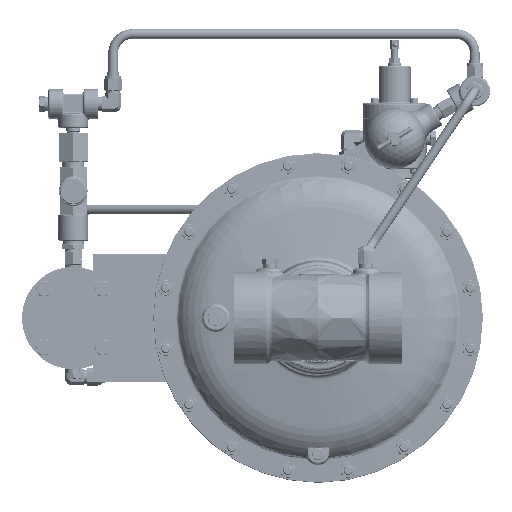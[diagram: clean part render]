
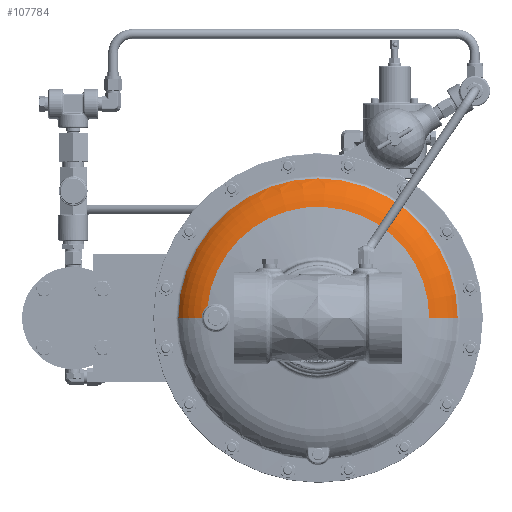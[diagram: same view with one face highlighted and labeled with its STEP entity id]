
A CAD part, front view. The second image highlights one B-rep face of the part: STEP entity #107784.
In plain terms, the highlighted toroidal (fillet/blend) face has major radius 101.696 mm and minor radius 46.038 mm.
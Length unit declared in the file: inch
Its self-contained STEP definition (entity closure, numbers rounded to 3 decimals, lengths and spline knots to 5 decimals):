
#2296 = DIRECTION ( 'NONE',  ( 1., 0., 0. ) ) ;
#2625 = CIRCLE ( 'NONE', #114386, 4.34629 ) ;
#4363 = CARTESIAN_POINT ( 'NONE',  ( -4.46634, 8.34166, 0.29049 ) ) ;
#6596 = DIRECTION ( 'NONE',  ( -1., 0., 0. ) ) ;
#17340 = EDGE_CURVE ( 'NONE', #244323, #64517, #2625, .T. ) ;
#20303 = TOROIDAL_SURFACE ( 'NONE', #133507, 4.00379, 1.8125 ) ;
#25024 = CARTESIAN_POINT ( 'NONE',  ( -4.40223, 8.32725, 0.3769 ) ) ;
#34007 = CARTESIAN_POINT ( 'NONE',  ( -4.54354, 8.36149, 0. ) ) ;
#38459 = DIRECTION ( 'NONE',  ( -1., 0., 0. ) ) ;
#44831 = CARTESIAN_POINT ( 'NONE',  ( -4.54354, 8.36149, 0. ) ) ;
#45739 = CARTESIAN_POINT ( 'NONE',  ( -4.35651, 8.31803, 0.42304 ) ) ;
#52347 = CARTESIAN_POINT ( 'NONE',  ( -4.3229, 8.31191, 0.45036 ) ) ;
#57308 = CARTESIAN_POINT ( 'NONE',  ( 5.45576, 9.00689, 0. ) ) ;
#64411 = EDGE_CURVE ( 'NONE', #248059, #128838, #151535, .T. ) ;
#64517 = VERTEX_POINT ( 'NONE', #52347 ) ;
#65546 = CARTESIAN_POINT ( 'NONE',  ( -4.54229, 8.36115, 0.04365 ) ) ;
#66425 = CARTESIAN_POINT ( 'NONE',  ( -4.3229, 8.31191, 0.45036 ) ) ;
#68851 = AXIS2_PLACEMENT_3D ( 'NONE', #230090, #106830, #250817 ) ;
#77262 = CARTESIAN_POINT ( 'NONE',  ( 4.34629, 8.31191, 0. ) ) ;
#79093 = CIRCLE ( 'NONE', #206954, 1.8125 ) ;
#85603 = ORIENTED_EDGE ( 'NONE', *, *, #223956, .F. ) ;
#86251 = CARTESIAN_POINT ( 'NONE',  ( -4.53364, 8.35881, 0.10832 ) ) ;
#98563 = AXIS2_PLACEMENT_3D ( 'NONE', #248852, #125602, #2296 ) ;
#101594 = DIRECTION ( 'NONE',  ( 0., -1., 0. ) ) ;
#101625 = EDGE_CURVE ( 'NONE', #245162, #248059, #141123, .T. ) ;
#104424 = CARTESIAN_POINT ( 'NONE',  ( -5.45576, 9.00689, 0. ) ) ;
#106830 = DIRECTION ( 'NONE',  ( 0., -1., 0. ) ) ;
#106934 = CARTESIAN_POINT ( 'NONE',  ( -4.51786, 8.35462, 0.17114 ) ) ;
#107784 = ADVANCED_FACE ( 'NONE', ( #129798 ), #20303, .T. ) ;
#114386 = AXIS2_PLACEMENT_3D ( 'NONE', #224863, #101594, #245556 ) ;
#125602 = DIRECTION ( 'NONE',  ( 0., 0., 1. ) ) ;
#127636 = CARTESIAN_POINT ( 'NONE',  ( -4.49487, 8.34872, 0.23221 ) ) ;
#128628 = EDGE_LOOP ( 'NONE', ( #85603, #206360, #211464, #219594, #240045 ) ) ;
#128838 = VERTEX_POINT ( 'NONE', #34007 ) ;
#129798 = FACE_OUTER_BOUND ( 'NONE', #128628, .T. ) ;
#129903 = DIRECTION ( 'NONE',  ( 0., 0., -1. ) ) ;
#133507 = AXIS2_PLACEMENT_3D ( 'NONE', #161803, #222956, #38459 ) ;
#138379 = EDGE_CURVE ( 'NONE', #128838, #64517, #177891, .T. ) ;
#141123 = CIRCLE ( 'NONE', #68851, 5.45576 ) ;
#148309 = CARTESIAN_POINT ( 'NONE',  ( -4.44321, 8.33615, 0.32666 ) ) ;
#151535 = CIRCLE ( 'NONE', #98563, 1.8125 ) ;
#161803 = CARTESIAN_POINT ( 'NONE',  ( 0., 10.09176, 0. ) ) ;
#169071 = CARTESIAN_POINT ( 'NONE',  ( -4.38752, 8.32417, 0.39295 ) ) ;
#177891 = B_SPLINE_CURVE_WITH_KNOTS ( 'NONE', 3,
 ( #44831, #188003, #65546, #209525, #86251, #230191, #106934, #250914, #127636, #4363, #148309, #25024, #169071, #45739, #189764, #66425 ),
 .UNSPECIFIED., .F., .F.,
 ( 4, 2, 2, 2, 2, 2, 2, 4 ),
 ( 0.01321, 0.01486, 0.01651, 0.01816, 0.0198, 0.0231, 0.02475, 0.02639 ),
 .UNSPECIFIED. ) ;
#188003 = CARTESIAN_POINT ( 'NONE',  ( -4.54354, 8.36149, 0.0217 ) ) ;
#189764 = CARTESIAN_POINT ( 'NONE',  ( -4.34014, 8.31495, 0.43717 ) ) ;
#206360 = ORIENTED_EDGE ( 'NONE', *, *, #101625, .T. ) ;
#206954 = AXIS2_PLACEMENT_3D ( 'NONE', #253179, #129903, #6596 ) ;
#209525 = CARTESIAN_POINT ( 'NONE',  ( -4.53733, 8.35981, 0.08697 ) ) ;
#211464 = ORIENTED_EDGE ( 'NONE', *, *, #64411, .T. ) ;
#219594 = ORIENTED_EDGE ( 'NONE', *, *, #138379, .T. ) ;
#222956 = DIRECTION ( 'NONE',  ( 0., -1., 0. ) ) ;
#223956 = EDGE_CURVE ( 'NONE', #245162, #244323, #79093, .T. ) ;
#224863 = CARTESIAN_POINT ( 'NONE',  ( 0., 8.31191, 0. ) ) ;
#230090 = CARTESIAN_POINT ( 'NONE',  ( 0., 9.00689, 0. ) ) ;
#230191 = CARTESIAN_POINT ( 'NONE',  ( -4.5239, 8.35622, 0.15041 ) ) ;
#240045 = ORIENTED_EDGE ( 'NONE', *, *, #17340, .F. ) ;
#244323 = VERTEX_POINT ( 'NONE', #77262 ) ;
#245162 = VERTEX_POINT ( 'NONE', #57308 ) ;
#245556 = DIRECTION ( 'NONE',  ( -1., 0., 0. ) ) ;
#248059 = VERTEX_POINT ( 'NONE', #104424 ) ;
#248852 = CARTESIAN_POINT ( 'NONE',  ( -4.00379, 10.09176, 0. ) ) ;
#250817 = DIRECTION ( 'NONE',  ( 1., 0., 0. ) ) ;
#250914 = CARTESIAN_POINT ( 'NONE',  ( -4.50337, 8.35088, 0.212 ) ) ;
#253179 = CARTESIAN_POINT ( 'NONE',  ( 4.00379, 10.09176, 0. ) ) ;
